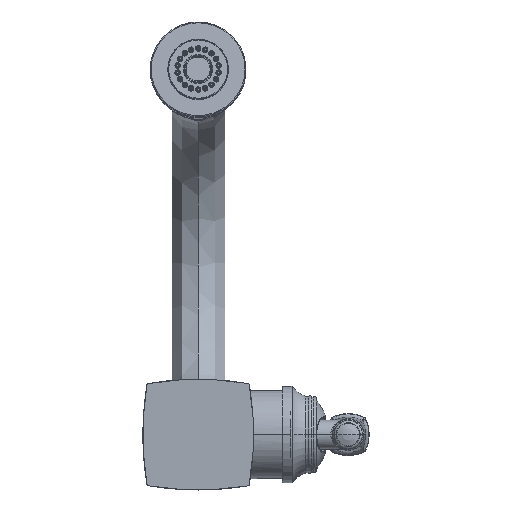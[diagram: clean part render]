
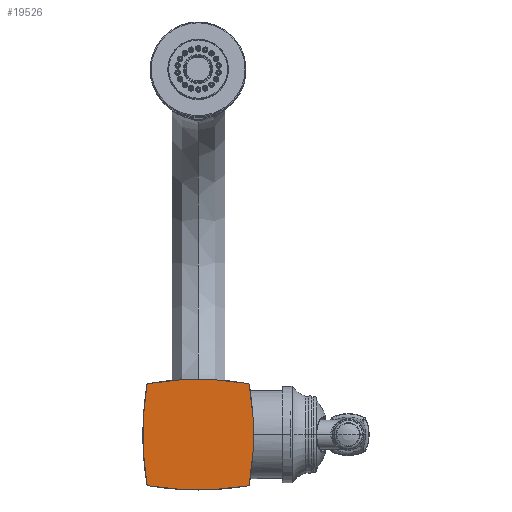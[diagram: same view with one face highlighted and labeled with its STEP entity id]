
A CAD part, front view. The second image highlights one B-rep face of the part: STEP entity #19526.
In plain terms, the highlighted planar face has unit normal (0, -1, 0).
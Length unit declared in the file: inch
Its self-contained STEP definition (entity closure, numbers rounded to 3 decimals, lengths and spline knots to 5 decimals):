
#1771=CARTESIAN_POINT('',(1.01688,0.252,1.01688));
#1772=DIRECTION('',(0.,-1.,0.));
#1773=DIRECTION('',(0.986,0.,0.166));
#1774=AXIS2_PLACEMENT_3D('',#1771,#1772,#1773);
#1779=CARTESIAN_POINT('',(-5.015,0.252,0.));
#1780=DIRECTION('',(0.,1.,0.));
#1781=DIRECTION('',(0.986,0.,0.166));
#1782=AXIS2_PLACEMENT_3D('',#1779,#1780,#1781);
#1787=CARTESIAN_POINT('',(1.01688,0.252,-1.01688));
#1788=DIRECTION('',(0.,-1.,0.));
#1789=DIRECTION('',(0.166,0.,-0.986));
#1790=AXIS2_PLACEMENT_3D('',#1787,#1788,#1789);
#1795=CARTESIAN_POINT('',(0.,0.252,5.015));
#1796=DIRECTION('',(0.,1.,0.));
#1797=DIRECTION('',(0.166,0.,-0.986));
#1798=AXIS2_PLACEMENT_3D('',#1795,#1796,#1797);
#1803=CARTESIAN_POINT('',(-1.01688,0.252,-1.01688));
#1804=DIRECTION('',(0.,-1.,0.));
#1805=DIRECTION('',(-0.986,0.,-0.166));
#1806=AXIS2_PLACEMENT_3D('',#1803,#1804,#1805);
#1811=CARTESIAN_POINT('',(5.015,0.252,0.));
#1812=DIRECTION('',(0.,1.,0.));
#1813=DIRECTION('',(-0.986,0.,-0.166));
#1814=AXIS2_PLACEMENT_3D('',#1811,#1812,#1813);
#1819=CARTESIAN_POINT('',(-1.01688,0.252,1.01688));
#1820=DIRECTION('',(0.,-1.,0.));
#1821=DIRECTION('',(-0.166,0.,0.986));
#1822=AXIS2_PLACEMENT_3D('',#1819,#1820,#1821);
#1827=CARTESIAN_POINT('',(0.,0.252,-5.015));
#1828=DIRECTION('',(0.,1.,0.));
#1829=DIRECTION('',(-0.166,0.,0.986));
#1830=AXIS2_PLACEMENT_3D('',#1827,#1828,#1829);
#15885=CARTESIAN_POINT('',(1.04647,0.252,1.02187));
#15886=CARTESIAN_POINT('',(1.02187,0.252,1.04647));
#15887=VERTEX_POINT('',#15885);
#15888=VERTEX_POINT('',#15886);
#15889=CARTESIAN_POINT('',(1.02187,0.252,-1.04647));
#15890=CARTESIAN_POINT('',(1.04647,0.252,-1.02187));
#15891=VERTEX_POINT('',#15889);
#15892=VERTEX_POINT('',#15890);
#15893=CARTESIAN_POINT('',(-1.04647,0.252,-1.02187));
#15894=CARTESIAN_POINT('',(-1.02187,0.252,-1.04647));
#15895=VERTEX_POINT('',#15893);
#15896=VERTEX_POINT('',#15894);
#15897=CARTESIAN_POINT('',(-1.02187,0.252,1.04647));
#15898=CARTESIAN_POINT('',(-1.04647,0.252,1.02187));
#15899=VERTEX_POINT('',#15897);
#15900=VERTEX_POINT('',#15898);
#19510=CARTESIAN_POINT('',(0.,0.252,0.));
#19511=DIRECTION('',(0.,1.,0.));
#19512=DIRECTION('',(0.,0.,1.));
#19513=AXIS2_PLACEMENT_3D('',#19510,#19511,#19512);
#19514=PLANE('',#19513);
#19515=ORIENTED_EDGE('',*,*,#18911,.F.);
#19516=ORIENTED_EDGE('',*,*,#19247,.T.);
#19517=ORIENTED_EDGE('',*,*,#19270,.F.);
#19518=ORIENTED_EDGE('',*,*,#18436,.T.);
#19519=ORIENTED_EDGE('',*,*,#18461,.F.);
#19520=ORIENTED_EDGE('',*,*,#18484,.T.);
#19522=ORIENTED_EDGE('',*,*,#19521,.F.);
#19523=ORIENTED_EDGE('',*,*,#18887,.T.);
#19524=EDGE_LOOP('',(#19515,#19516,#19517,#19518,#19519,#19520,#19522,#19523));
#19525=FACE_OUTER_BOUND('',#19524,.F.);
#1775=CIRCLE('',#1774,0.03);
#1783=CIRCLE('',#1782,6.147);
#1791=CIRCLE('',#1790,0.03);
#1799=CIRCLE('',#1798,6.147);
#1807=CIRCLE('',#1806,0.03);
#1815=CIRCLE('',#1814,6.147);
#1823=CIRCLE('',#1822,0.03);
#1831=CIRCLE('',#1830,6.147);
#18436=EDGE_CURVE('',#15891,#15896,#1799,.T.);
#18461=EDGE_CURVE('',#15895,#15896,#1807,.T.);
#18484=EDGE_CURVE('',#15895,#15900,#1815,.T.);
#18887=EDGE_CURVE('',#15899,#15888,#1831,.T.);
#18911=EDGE_CURVE('',#15887,#15888,#1775,.T.);
#19247=EDGE_CURVE('',#15887,#15892,#1783,.T.);
#19270=EDGE_CURVE('',#15891,#15892,#1791,.T.);
#19521=EDGE_CURVE('',#15899,#15900,#1823,.T.);
#19526=ADVANCED_FACE('',(#19525),#19514,.F.);
